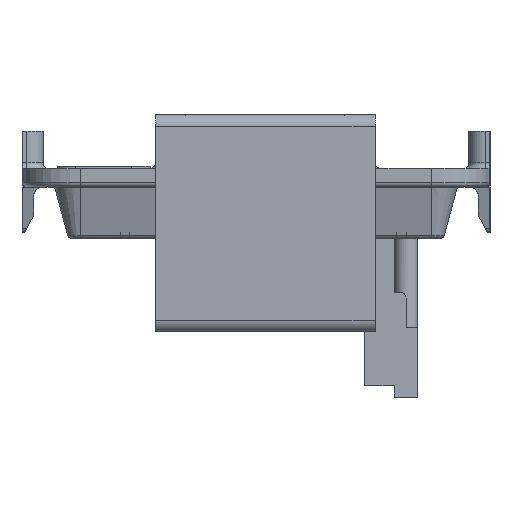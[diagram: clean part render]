
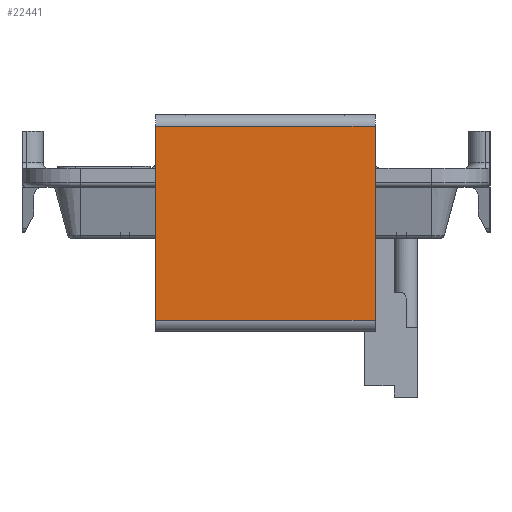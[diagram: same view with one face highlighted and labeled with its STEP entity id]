
A CAD part, left-side view. The second image highlights one B-rep face of the part: STEP entity #22441.
In plain terms, the highlighted planar face has unit normal (-1, 0, 0).
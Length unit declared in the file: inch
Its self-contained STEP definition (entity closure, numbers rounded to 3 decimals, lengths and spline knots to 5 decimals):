
#7210=DIRECTION('',(0.,0.,-1.));
#7211=VECTOR('',#7210,0.83);
#7212=CARTESIAN_POINT('',(-3.595,0.43,0.18));
#7213=LINE('',#7212,#7211);
#7673=DIRECTION('',(0.,0.,-1.));
#7674=VECTOR('',#7673,0.83);
#7675=CARTESIAN_POINT('',(-3.595,-0.51,0.18));
#7676=LINE('',#7675,#7674);
#7746=DIRECTION('',(0.,-1.,0.));
#7747=VECTOR('',#7746,0.94);
#7748=CARTESIAN_POINT('',(-3.595,0.43,-0.65));
#7749=LINE('',#7748,#7747);
#7750=DIRECTION('',(0.,-1.,0.));
#7751=VECTOR('',#7750,0.94);
#7752=CARTESIAN_POINT('',(-3.595,0.43,0.18));
#7753=LINE('',#7752,#7751);
#9001=CARTESIAN_POINT('',(-3.595,0.43,0.18));
#9002=VERTEX_POINT('',#9001);
#9003=CARTESIAN_POINT('',(-3.595,0.43,-0.65));
#9004=VERTEX_POINT('',#9003);
#9013=CARTESIAN_POINT('',(-3.595,-0.51,0.18));
#9014=VERTEX_POINT('',#9013);
#9015=CARTESIAN_POINT('',(-3.595,-0.51,-0.65));
#9016=VERTEX_POINT('',#9015);
#22429=CARTESIAN_POINT('',(-3.595,0.43,0.18));
#22430=DIRECTION('',(-1.,0.,0.));
#22431=DIRECTION('',(0.,0.,-1.));
#22432=AXIS2_PLACEMENT_3D('',#22429,#22430,#22431);
#22433=PLANE('',#22432);
#22434=ORIENTED_EDGE('',*,*,#21756,.F.);
#22436=ORIENTED_EDGE('',*,*,#22435,.T.);
#22437=ORIENTED_EDGE('',*,*,#22373,.T.);
#22438=ORIENTED_EDGE('',*,*,#22422,.F.);
#22439=EDGE_LOOP('',(#22434,#22436,#22437,#22438));
#22440=FACE_OUTER_BOUND('',#22439,.F.);
#22441=ADVANCED_FACE('',(#22440),#22433,.T.);
#21756=EDGE_CURVE('',#9002,#9004,#7213,.T.);
#22373=EDGE_CURVE('',#9014,#9016,#7676,.T.);
#22422=EDGE_CURVE('',#9004,#9016,#7749,.T.);
#22435=EDGE_CURVE('',#9002,#9014,#7753,.T.);
